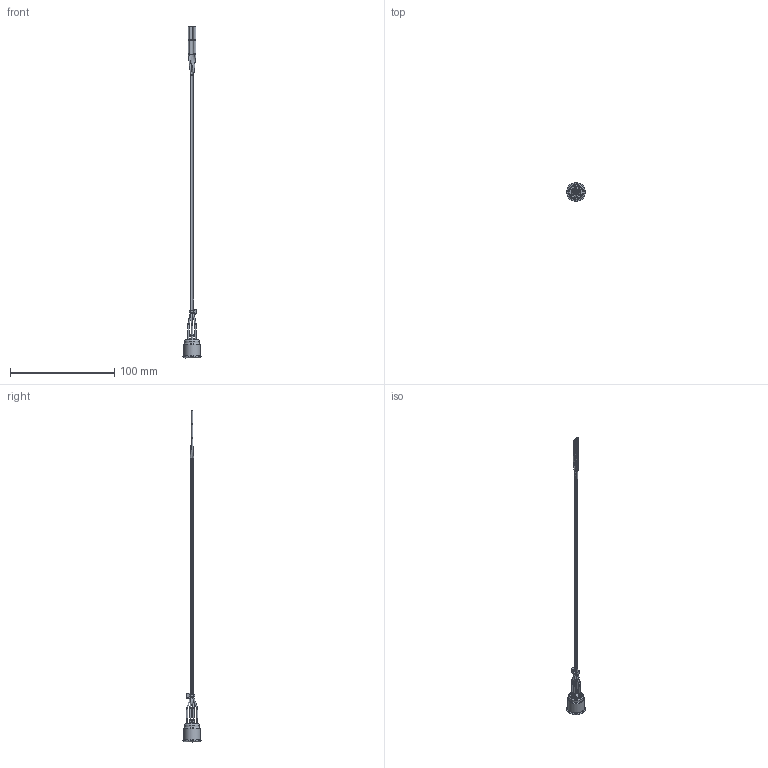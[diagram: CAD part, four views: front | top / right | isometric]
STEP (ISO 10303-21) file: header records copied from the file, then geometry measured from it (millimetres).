
FILE_DESCRIPTION(/* description */ (''),/* implementation_level */ '2;1');
FILE_NAME(/* name */ 'PV6FW40xx-3R1.stp',/* time_stamp */ '2021-09-03T14:10:59-05:00',/* author */ ('mroman'),/* organization */ (''),/* preprocessor_version */ 'ST-DEVELOPER v18.1',/* originating_system */ 'Autodesk Inventor 2020',/* authorisation */ '');
FILE_SCHEMA (('AUTOMOTIVE_DESIGN { 1 0 10303 214 3 1 1 }'));
Length unit declared in the file: millimetre
Products named in the file (1): PV6FW40xx-3R1
Bounding box: 18 x 18 x 318 mm (x, y, z)
Volume: 4825.6 mm3; surface area: 9657.3 mm2
Topology: 3 solids, 23 shells, 511 faces, 1360 edges, 928 vertices
Faces by surface type: plane 282, cylinder 132, bspline 42, torus 36, cone 11, sphere 8
Full cylindrical faces by diameter (mm): 0.61 x6, 1.18 x1, 1.19 x1, 1.194 x22, 1.217 x1, 1.394 x6, 5.2 x1, 7.2 x1, 7.3 x1, 8.1 x1, 8.4 x1, 9.2 x2, 11.9 x1, 12 x1, 14.3 x1, 14.8 x1, 15.9 x1, 18 x1
Entity records: 17396 total; most frequent: CARTESIAN_POINT 4383, ORIENTED_EDGE 2728, DIRECTION 2681, EDGE_CURVE 1364, AXIS2_PLACEMENT_3D 985, VERTEX_POINT 928, LINE 711, VECTOR 711
